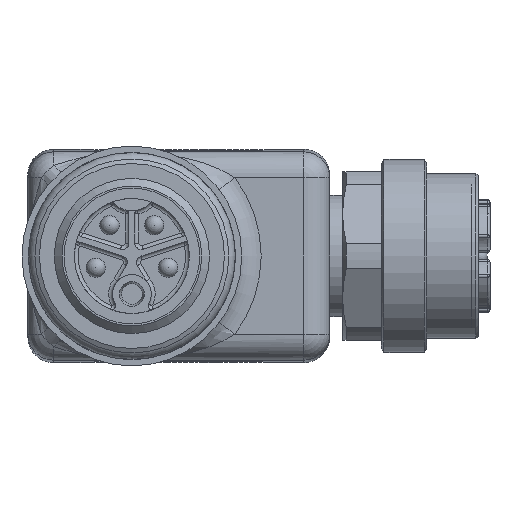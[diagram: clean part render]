
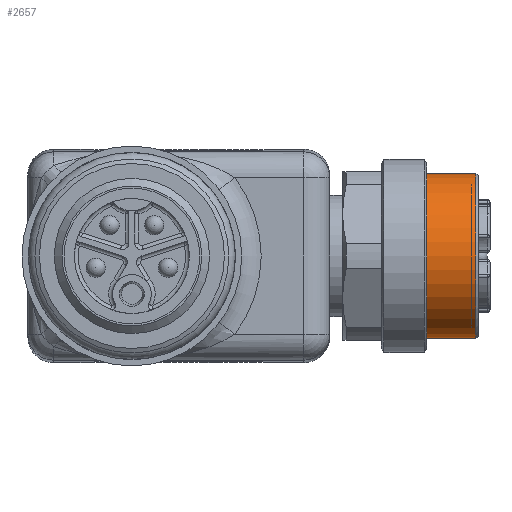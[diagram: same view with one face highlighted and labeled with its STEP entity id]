
A CAD part, front view. The second image highlights one B-rep face of the part: STEP entity #2657.
In plain terms, the highlighted cylindrical face has radius 6.4 mm (diameter 12.8 mm), a full revolution.
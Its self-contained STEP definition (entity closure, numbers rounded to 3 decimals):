
#2657=ADVANCED_FACE('',(#2973,#2974),#2821,.T.);
#2821=CYLINDRICAL_SURFACE('',#9278,6.4);
#2973=FACE_BOUND('',#3575,.T.);
#2974=FACE_BOUND('',#3576,.T.);
#3575=EDGE_LOOP('',(#5895));
#3576=EDGE_LOOP('',(#5896));
#5895=ORIENTED_EDGE('',*,*,#7901,.T.);
#5896=ORIENTED_EDGE('',*,*,#7902,.T.);
#6721=VERTEX_POINT('',#17424);
#6722=VERTEX_POINT('',#17427);
#7901=EDGE_CURVE('',#6721,#6721,#8396,.T.);
#7902=EDGE_CURVE('',#6722,#6722,#8397,.T.);
#8396=CIRCLE('',#9275,6.4);
#8397=CIRCLE('',#9277,6.4);
#9275=AXIS2_PLACEMENT_3D('',#17423,#11518,#11519);
#9277=AXIS2_PLACEMENT_3D('',#17426,#11522,#11523);
#9278=AXIS2_PLACEMENT_3D('',#17428,#11524,#11525);
#11518=DIRECTION('',(-1.,0.,0.));
#11519=DIRECTION('',(0.,1.,0.));
#11522=DIRECTION('',(1.,0.,0.));
#11523=DIRECTION('',(0.,0.,-1.));
#11524=DIRECTION('',(1.,0.,0.));
#11525=DIRECTION('',(0.,0.,1.));
#17423=CARTESIAN_POINT('',(26.6,21.706,0.));
#17424=CARTESIAN_POINT('',(26.6,28.106,0.));
#17426=CARTESIAN_POINT('',(22.8,21.706,0.));
#17427=CARTESIAN_POINT('',(22.8,21.706,-6.4));
#17428=CARTESIAN_POINT('',(26.8,21.706,0.));
